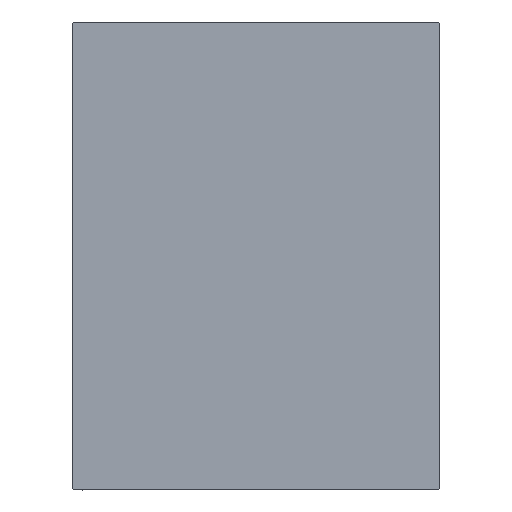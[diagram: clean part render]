
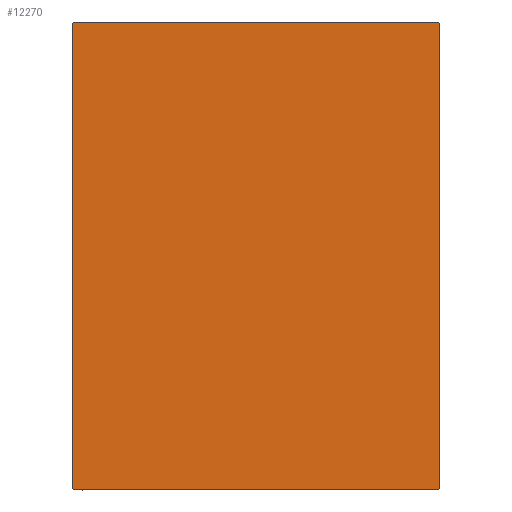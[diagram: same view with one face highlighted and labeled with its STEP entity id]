
A CAD part, left-side view. The second image highlights one B-rep face of the part: STEP entity #12270.
In plain terms, the highlighted face is planar.
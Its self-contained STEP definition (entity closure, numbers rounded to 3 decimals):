
#375 = VERTEX_POINT ( 'NONE', #20848 ) ;
#389 = DIRECTION ( 'NONE',  ( 0., -0.707, -0.707 ) ) ;
#1857 = DIRECTION ( 'NONE',  ( 0., -0.707, 0.707 ) ) ;
#2354 = ORIENTED_EDGE ( 'NONE', *, *, #15899, .T. ) ;
#2361 = LINE ( 'NONE', #9438, #15333 ) ;
#2529 = CARTESIAN_POINT ( 'NONE',  ( 173., -62.35, -62.35 ) ) ;
#2598 = VERTEX_POINT ( 'NONE', #17754 ) ;
#3101 = VECTOR ( 'NONE', #40815, 1000. ) ;
#3262 = VECTOR ( 'NONE', #389, 1000. ) ;
#6234 = CARTESIAN_POINT ( 'NONE',  ( 173., 55., 70. ) ) ;
#6246 = DIRECTION ( 'NONE',  ( 0., 0., -1. ) ) ;
#7675 = CARTESIAN_POINT ( 'NONE',  ( 173., -62.35, 62.35 ) ) ;
#7956 = EDGE_CURVE ( 'NONE', #36169, #13881, #27290, .T. ) ;
#8254 = LINE ( 'NONE', #41724, #18092 ) ;
#9438 = CARTESIAN_POINT ( 'NONE',  ( 173., 62.35, -62.35 ) ) ;
#9787 = CARTESIAN_POINT ( 'NONE',  ( 173., -55., -70. ) ) ;
#10024 = FACE_OUTER_BOUND ( 'NONE', #38548, .T. ) ;
#10065 = LINE ( 'NONE', #2529, #16158 ) ;
#10971 = VECTOR ( 'NONE', #26628, 1000. ) ;
#11501 = EDGE_CURVE ( 'NONE', #43505, #36958, #32822, .T. ) ;
#12270 = ADVANCED_FACE ( 'NONE', ( #10024 ), #33060, .T. ) ;
#12679 = CARTESIAN_POINT ( 'NONE',  ( 173., 0., 0. ) ) ;
#12695 = CARTESIAN_POINT ( 'NONE',  ( 173., 54.7, -70. ) ) ;
#13763 = EDGE_CURVE ( 'NONE', #29563, #43505, #25557, .T. ) ;
#13881 = VERTEX_POINT ( 'NONE', #12695 ) ;
#14581 = VECTOR ( 'NONE', #1857, 1000. ) ;
#15333 = VECTOR ( 'NONE', #16328, 1000. ) ;
#15899 = EDGE_CURVE ( 'NONE', #13881, #375, #2361, .T. ) ;
#16158 = VECTOR ( 'NONE', #22710, 1000. ) ;
#16328 = DIRECTION ( 'NONE',  ( 0., 0.707, 0.707 ) ) ;
#16718 = ORIENTED_EDGE ( 'NONE', *, *, #13763, .T. ) ;
#17449 = ORIENTED_EDGE ( 'NONE', *, *, #41670, .T. ) ;
#17754 = CARTESIAN_POINT ( 'NONE',  ( 173., -55., -69.7 ) ) ;
#18092 = VECTOR ( 'NONE', #31541, 1000. ) ;
#18921 = CARTESIAN_POINT ( 'NONE',  ( 173., 62.35, 62.35 ) ) ;
#19755 = CARTESIAN_POINT ( 'NONE',  ( 173., -55., 69.7 ) ) ;
#20848 = CARTESIAN_POINT ( 'NONE',  ( 173., 55., -69.7 ) ) ;
#21359 = ORIENTED_EDGE ( 'NONE', *, *, #11501, .T. ) ;
#21605 = AXIS2_PLACEMENT_3D ( 'NONE', #12679, #23553, #6246 ) ;
#22710 = DIRECTION ( 'NONE',  ( 0., 0.707, -0.707 ) ) ;
#23553 = DIRECTION ( 'NONE',  ( 1., 0., 0. ) ) ;
#24226 = LINE ( 'NONE', #33521, #26793 ) ;
#24760 = EDGE_CURVE ( 'NONE', #2598, #36169, #10065, .T. ) ;
#25557 = LINE ( 'NONE', #18921, #14581 ) ;
#26628 = DIRECTION ( 'NONE',  ( 0., -1., 0. ) ) ;
#26793 = VECTOR ( 'NONE', #37046, 1000. ) ;
#27290 = LINE ( 'NONE', #9787, #3101 ) ;
#29563 = VERTEX_POINT ( 'NONE', #41380 ) ;
#29889 = CARTESIAN_POINT ( 'NONE',  ( 173., 54.7, 70. ) ) ;
#31541 = DIRECTION ( 'NONE',  ( 0., 0., -1. ) ) ;
#32287 = ORIENTED_EDGE ( 'NONE', *, *, #7956, .T. ) ;
#32822 = LINE ( 'NONE', #6234, #10971 ) ;
#32839 = EDGE_CURVE ( 'NONE', #43195, #2598, #8254, .T. ) ;
#33060 = PLANE ( 'NONE',  #21605 ) ;
#33521 = CARTESIAN_POINT ( 'NONE',  ( 173., 55., -70. ) ) ;
#33805 = CARTESIAN_POINT ( 'NONE',  ( 173., -54.7, -70. ) ) ;
#33924 = EDGE_CURVE ( 'NONE', #36958, #43195, #37793, .T. ) ;
#34582 = ORIENTED_EDGE ( 'NONE', *, *, #33924, .T. ) ;
#36169 = VERTEX_POINT ( 'NONE', #33805 ) ;
#36958 = VERTEX_POINT ( 'NONE', #42713 ) ;
#37046 = DIRECTION ( 'NONE',  ( 0., 0., 1. ) ) ;
#37793 = LINE ( 'NONE', #7675, #3262 ) ;
#38548 = EDGE_LOOP ( 'NONE', ( #32287, #2354, #17449, #16718, #21359, #34582, #43669, #42670 ) ) ;
#40815 = DIRECTION ( 'NONE',  ( 0., 1., 0. ) ) ;
#41380 = CARTESIAN_POINT ( 'NONE',  ( 173., 55., 69.7 ) ) ;
#41670 = EDGE_CURVE ( 'NONE', #375, #29563, #24226, .T. ) ;
#41724 = CARTESIAN_POINT ( 'NONE',  ( 173., -55., 70. ) ) ;
#42670 = ORIENTED_EDGE ( 'NONE', *, *, #24760, .T. ) ;
#42713 = CARTESIAN_POINT ( 'NONE',  ( 173., -54.7, 70. ) ) ;
#43195 = VERTEX_POINT ( 'NONE', #19755 ) ;
#43505 = VERTEX_POINT ( 'NONE', #29889 ) ;
#43669 = ORIENTED_EDGE ( 'NONE', *, *, #32839, .T. ) ;
